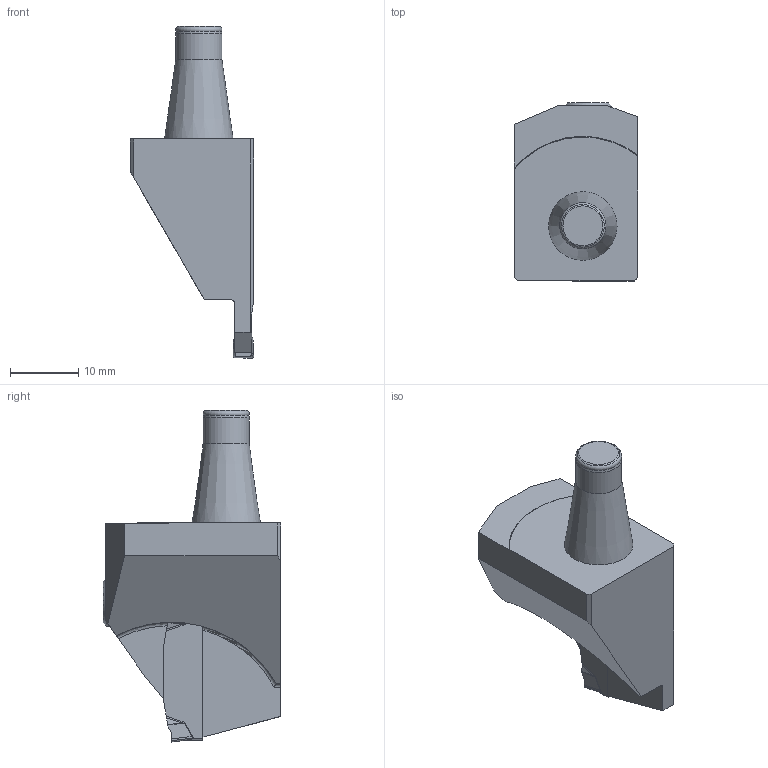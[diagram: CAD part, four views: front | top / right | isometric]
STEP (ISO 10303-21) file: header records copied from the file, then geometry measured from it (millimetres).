
FILE_DESCRIPTION(/* description */ (''),/* implementation_level */ '2;1');
FILE_NAME(/* name */ '1725185428841.stp',/* time_stamp */ '2024-09-01T15:40:40+05:00',/* author */ (''),/* organization */ ('SMS'),/* preprocessor_version */ 'ST-DEVELOPER v16.7',/* originating_system */ 'SIEMENS PLM Software NX 12.0',/* authorisation */ '');
FILE_SCHEMA (('AUTOMOTIVE_DESIGN { 1 0 10303 214 3 1 1 1 }'));
Length unit declared in the file: millimetre
Products named in the file (4): ASSEMBLY_CONSTRUCTION; 204179137nuc000_00; 205364980mod000_00; 205364981mod000_00
Assembly tree (3 placements, depth 2):
  205364981mod000_00
    205364980mod000_00
    204179137nuc000_00
    ASSEMBLY_CONSTRUCTION
Bounding box: 18 x 26 x 48.5 mm (x, y, z)
Volume: 7878.8 mm3; surface area: 3307.1 mm2
Topology: 2 solids, 2 shells, 115 faces, 299 edges, 197 vertices
Faces by surface type: plane 53, bspline 32, cylinder 20, torus 5, cone 5
Full cylindrical faces by diameter (mm): 6.75 x1
Entity records: 4711 total; most frequent: CARTESIAN_POINT 2018, ORIENTED_EDGE 580, DIRECTION 461, EDGE_CURVE 290, VERTEX_POINT 186, AXIS2_PLACEMENT_3D 160, LINE 141, VECTOR 141
